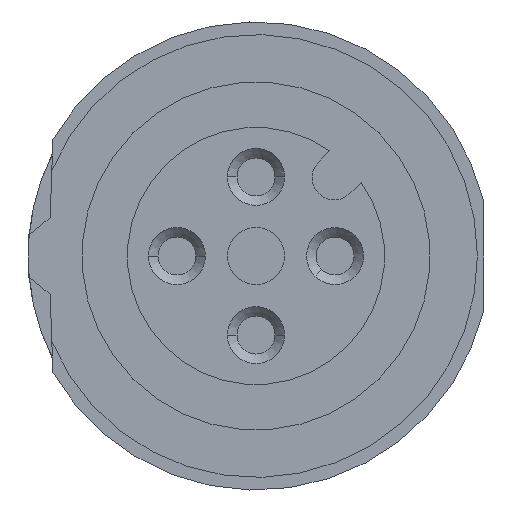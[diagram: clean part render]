
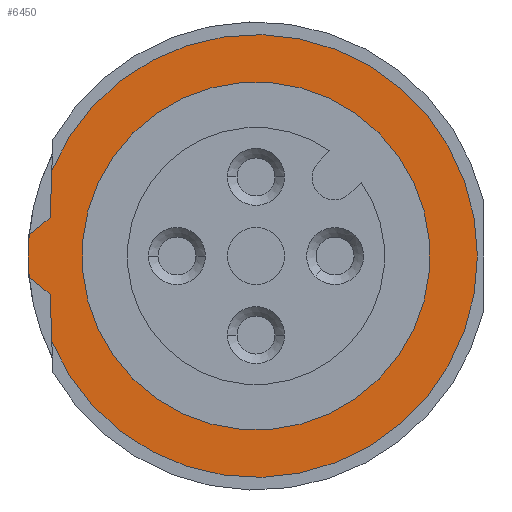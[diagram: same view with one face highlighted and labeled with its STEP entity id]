
A CAD part, left-side view. The second image highlights one B-rep face of the part: STEP entity #6450.
In plain terms, the highlighted planar face has unit normal (-1, 0, 0).
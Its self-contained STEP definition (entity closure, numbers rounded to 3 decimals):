
#1020=CARTESIAN_POINT('',(-43.21,6.507,
1.21));
#1030=VERTEX_POINT('',#1020);
#1080=CARTESIAN_POINT('',(-43.21,-0.475,
6.864));
#1090=DIRECTION('',(0.,0.777,
-0.629));
#1100=VECTOR('',#1090,1.);
#1110=LINE('',#1080,#1100);
#1120=CARTESIAN_POINT('',(-43.21,7.168,
0.675));
#1130=VERTEX_POINT('',#1120);
#1140=EDGE_CURVE('',#1030,#1130,#1110,.T.);
#1490=CARTESIAN_POINT('',(-43.21,7.168,
-0.675));
#1500=VERTEX_POINT('',#1490);
#1550=CARTESIAN_POINT('',(-43.21,5.608,
-1.938));
#1560=DIRECTION('',(0.,-0.777,
-0.629));
#1570=VECTOR('',#1560,1.);
#1580=LINE('',#1550,#1570);
#1590=CARTESIAN_POINT('',(-43.21,6.507,
-1.21));
#1600=VERTEX_POINT('',#1590);
#1610=EDGE_CURVE('',#1500,#1600,#1580,.T.);
#3220=CARTESIAN_POINT('',(-43.21,6.455,
2.708));
#3230=VERTEX_POINT('',#3220);
#3260=CARTESIAN_POINT('',(-43.21,6.081,
13.419));
#3270=DIRECTION('',(0.,0.035,
-0.999));
#3280=VECTOR('',#3270,1.);
#3290=LINE('',#3260,#3280);
#3300=EDGE_CURVE('',#3230,#1030,#3290,.T.);
#3640=CARTESIAN_POINT('',(-43.21,6.452,
-2.782));
#3650=DIRECTION('',(0.,-0.035,
-0.999));
#3660=VECTOR('',#3650,1.);
#3670=LINE('',#3640,#3660);
#3680=CARTESIAN_POINT('',(-43.21,6.455,
-2.708));
#3690=VERTEX_POINT('',#3680);
#3700=EDGE_CURVE('',#1600,#3690,#3670,.T.);
#4180=CARTESIAN_POINT('',(-43.21,0.,
0.));
#4190=DIRECTION('',(-1.,0.,0.));
#4200=DIRECTION('',(0.,0.707,
0.707));
#4210=AXIS2_PLACEMENT_3D('',#4180,#4190,#4200);
#4220=CIRCLE('',#4210,7.);
#4230=EDGE_CURVE('',#3690,#3230,#4220,.T.);
#5440=CARTESIAN_POINT('',(-43.21,7.2,
0.));
#5450=VERTEX_POINT('',#5440);
#5480=CARTESIAN_POINT('',(-43.21,0.,
0.));
#5490=DIRECTION('',(1.,0.,0.));
#5500=DIRECTION('',(0.,1.,0.));
#5510=AXIS2_PLACEMENT_3D('',#5480,#5490,#5500);
#5520=CIRCLE('',#5510,7.2);
#5530=EDGE_CURVE('',#1500,#5450,#5520,.T.);
#5870=CARTESIAN_POINT('',(-43.21,3.889,
-3.889));
#5880=VERTEX_POINT('',#5870);
#5910=CARTESIAN_POINT('',(-43.21,0.,
0.));
#5920=DIRECTION('',(-1.,0.,0.));
#5930=DIRECTION('',(0.,0.707,
-0.707));
#5940=AXIS2_PLACEMENT_3D('',#5910,#5920,#5930);
#5950=CIRCLE('',#5940,5.5);
#5960=CARTESIAN_POINT('',(-43.21,-3.889,
3.889));
#5970=VERTEX_POINT('',#5960);
#5980=EDGE_CURVE('',#5970,#5880,#5950,.T.);
#6250=CARTESIAN_POINT('',(-43.21,4.446,
4.393));
#6260=DIRECTION('',(-1.,0.,0.));
#6270=DIRECTION('',(0.,-0.711,
-0.703));
#6280=AXIS2_PLACEMENT_3D('',#6250,#6260,#6270);
#6290=PLANE('',#6280);
#6300=EDGE_CURVE('',#5880,#5970,#5950,.T.);
#6310=ORIENTED_EDGE('',*,*,#6300,.F.);
#6320=ORIENTED_EDGE('',*,*,#5980,.F.);
#6330=EDGE_LOOP('',(#6320,#6310));
#6340=FACE_BOUND('',#6330,.T.);
#6350=ORIENTED_EDGE('',*,*,#5530,.F.);
#6360=EDGE_CURVE('',#5450,#1130,#5520,.T.);
#6370=ORIENTED_EDGE('',*,*,#6360,.F.);
#6380=ORIENTED_EDGE('',*,*,#1140,.T.);
#6390=ORIENTED_EDGE('',*,*,#3300,.T.);
#6400=ORIENTED_EDGE('',*,*,#4230,.T.);
#6410=ORIENTED_EDGE('',*,*,#3700,.T.);
#6420=ORIENTED_EDGE('',*,*,#1610,.T.);
#6430=EDGE_LOOP('',(#6420,#6410,#6400,#6390,#6380,#6370,#6350));
#6440=FACE_OUTER_BOUND('',#6430,.T.);
#6450=ADVANCED_FACE('',(#6340,#6440),#6290,.T.);
